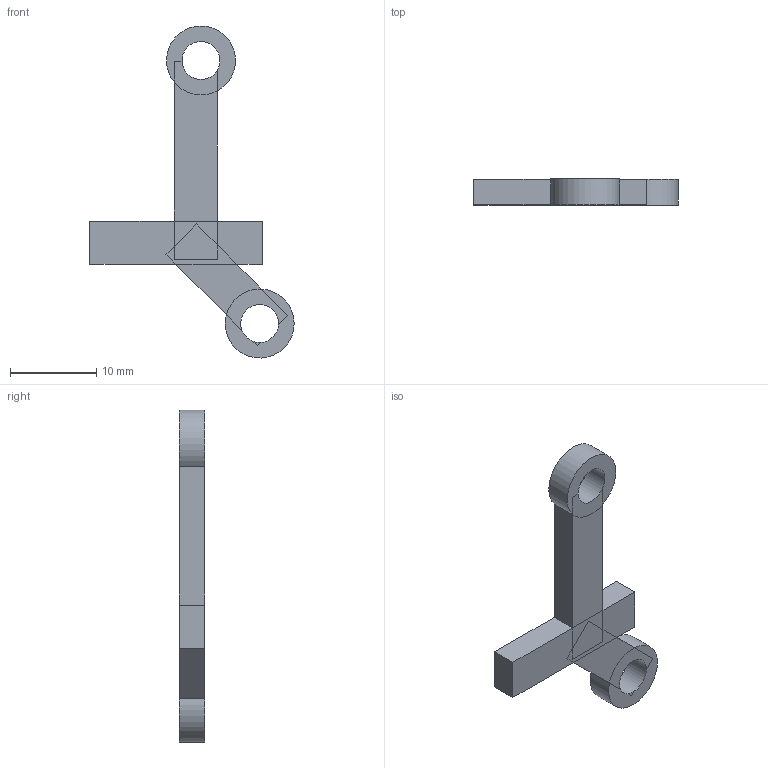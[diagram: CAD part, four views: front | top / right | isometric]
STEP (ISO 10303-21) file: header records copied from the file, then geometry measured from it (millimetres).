
FILE_DESCRIPTION(('FreeCAD Model'),'2;1');
FILE_NAME('Open CASCADE Shape Model','2023-11-02T09:46:13',(''),(''), 'Open CASCADE STEP processor 7.6','FreeCAD','Unknown');
FILE_SCHEMA(('AUTOMOTIVE_DESIGN { 1 0 10303 214 1 1 1 1 }'));
Length unit declared in the file: millimetre
Products named in the file (1): Cut001
Bounding box: 23.69 x 3 x 38.5 mm (x, y, z)
Volume: 818.2 mm3; surface area: 990.7 mm2
Topology: 1 solids, 1 shells, 40 faces, 104 edges, 62 vertices
Faces by surface type: plane 34, cylinder 6
Full cylindrical faces by diameter (mm): 4.4 x2
Entity records: 2614 total; most frequent: CARTESIAN_POINT 527, DIRECTION 390, LINE 236, VECTOR 236, ORIENTED_EDGE 208, PCURVE 208, DEFINITIONAL_REPRESENTATION 208, EDGE_CURVE 104
